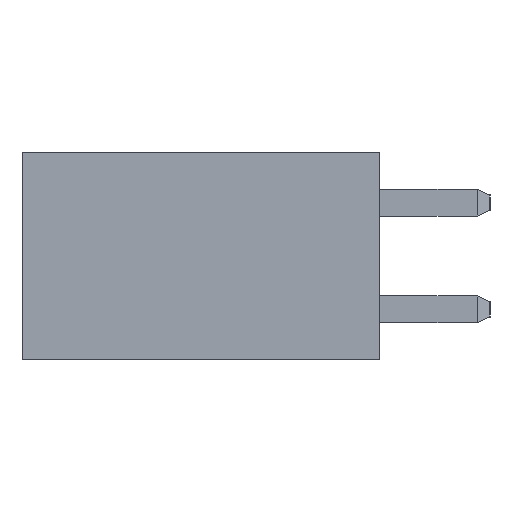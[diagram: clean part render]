
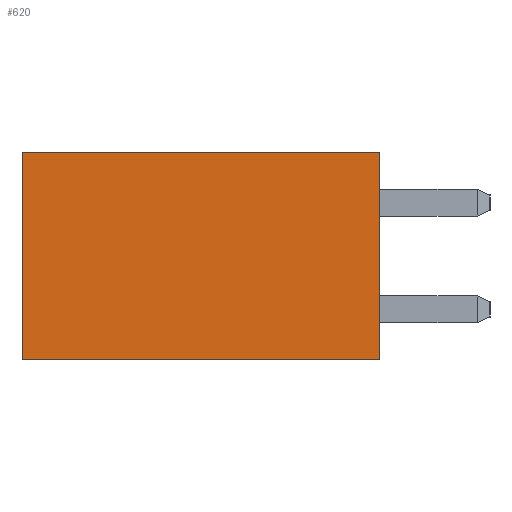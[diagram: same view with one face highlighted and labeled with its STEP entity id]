
A CAD part, left-side view. The second image highlights one B-rep face of the part: STEP entity #620.
In plain terms, the highlighted planar face has unit normal (-1, 0, 0).
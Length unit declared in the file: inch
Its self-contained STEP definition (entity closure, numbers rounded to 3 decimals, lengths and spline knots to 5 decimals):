
#620 = ADVANCED_FACE( '', ( #1431 ), #1432, .F. );
#1431 = FACE_OUTER_BOUND( '', #2441, .T. );
#1432 = PLANE( '', #2442 );
#2441 = EDGE_LOOP( '', ( #4238, #4239, #4240, #4241 ) );
#2442 = AXIS2_PLACEMENT_3D( '', #4242, #4243, #4244 );
#4238 = ORIENTED_EDGE( '', *, *, #6321, .T. );
#4239 = ORIENTED_EDGE( '', *, *, #6707, .F. );
#4240 = ORIENTED_EDGE( '', *, *, #6708, .F. );
#4241 = ORIENTED_EDGE( '', *, *, #6703, .T. );
#4242 = CARTESIAN_POINT( '', ( -0.51, 0.335, -0.0975 ) );
#4243 = DIRECTION( '', ( 1., 0., 0. ) );
#4244 = DIRECTION( '', ( 0., 0., -1. ) );
#6321 = EDGE_CURVE( '', #7718, #7716, #7719, .T. );
#6703 = EDGE_CURVE( '', #8336, #7718, #8337, .T. );
#6707 = EDGE_CURVE( '', #8342, #7716, #8343, .T. );
#6708 = EDGE_CURVE( '', #8336, #8342, #8344, .T. );
#7716 = VERTEX_POINT( '', #9709 );
#7718 = VERTEX_POINT( '', #9712 );
#7719 = LINE( '', #9713, #9714 );
#8336 = VERTEX_POINT( '', #10648 );
#8337 = LINE( '', #10649, #10650 );
#8342 = VERTEX_POINT( '', #10657 );
#8343 = LINE( '', #10658, #10659 );
#8344 = LINE( '', #10660, #10661 );
#9709 = CARTESIAN_POINT( '', ( -0.51, 0., 0.0975 ) );
#9712 = CARTESIAN_POINT( '', ( -0.51, 0., -0.0975 ) );
#9713 = CARTESIAN_POINT( '', ( -0.51, 0., -0.0975 ) );
#9714 = VECTOR( '', #11808, 39.37008 );
#10648 = CARTESIAN_POINT( '', ( -0.51, 0.335, -0.0975 ) );
#10649 = CARTESIAN_POINT( '', ( -0.51, 0.335, -0.0975 ) );
#10650 = VECTOR( '', #12126, 39.37008 );
#10657 = CARTESIAN_POINT( '', ( -0.51, 0.335, 0.0975 ) );
#10658 = CARTESIAN_POINT( '', ( -0.51, 0.335, 0.0975 ) );
#10659 = VECTOR( '', #12129, 39.37008 );
#10660 = CARTESIAN_POINT( '', ( -0.51, 0.335, -0.0975 ) );
#10661 = VECTOR( '', #12130, 39.37008 );
#11808 = DIRECTION( '', ( 0., 0., 1. ) );
#12126 = DIRECTION( '', ( 0., -1., 0. ) );
#12129 = DIRECTION( '', ( 0., -1., 0. ) );
#12130 = DIRECTION( '', ( 0., 0., 1. ) );
